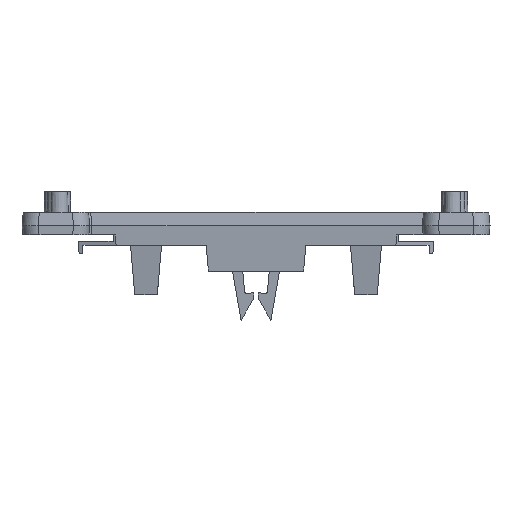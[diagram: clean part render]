
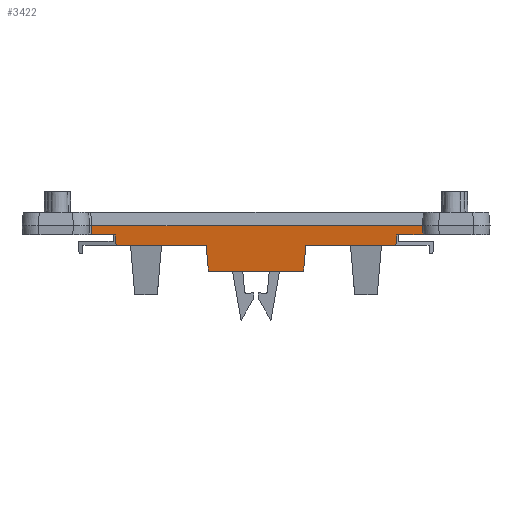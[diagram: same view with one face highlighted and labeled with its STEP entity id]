
A CAD part, front view. The second image highlights one B-rep face of the part: STEP entity #3422.
In plain terms, the highlighted planar face has unit normal (0, -0.996, -0.087).
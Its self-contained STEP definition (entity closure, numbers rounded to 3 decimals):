
#37 = CARTESIAN_POINT ( 'NONE',  ( -82.34, 3.66, 2. ) ) ;
#74 = DIRECTION ( 'NONE',  ( -1., 0., 0. ) ) ;
#111 = DIRECTION ( 'NONE',  ( 1., 0., 0. ) ) ;
#156 = ORIENTED_EDGE ( 'NONE', *, *, #9924, .T. ) ;
#206 = EDGE_LOOP ( 'NONE', ( #8024, #7324, #7786, #1681, #7109, #156, #1052, #6515, #1546, #7004, #3332, #6177 ) ) ;
#275 = DIRECTION ( 'NONE',  ( 0.087, 0.087, -0.992 ) ) ;
#548 = DIRECTION ( 'NONE',  ( 0.087, -0.087, 0.992 ) ) ;
#663 = DIRECTION ( 'NONE',  ( 1., 0., 0. ) ) ;
#678 = LINE ( 'NONE', #3077, #3223 ) ;
#781 = LINE ( 'NONE', #1634, #5057 ) ;
#794 = VERTEX_POINT ( 'NONE', #8436 ) ;
#880 = CARTESIAN_POINT ( 'NONE',  ( -34.902, 4.037, -2.3 ) ) ;
#1052 = ORIENTED_EDGE ( 'NONE', *, *, #1411, .T. ) ;
#1114 = EDGE_CURVE ( 'NONE', #6693, #2884, #3352, .T. ) ;
#1212 = VERTEX_POINT ( 'NONE', #880 ) ;
#1235 = VECTOR ( 'NONE', #1860, 1000. ) ;
#1411 = EDGE_CURVE ( 'NONE', #4658, #794, #678, .T. ) ;
#1448 = EDGE_CURVE ( 'NONE', #2871, #2884, #6497, .T. ) ;
#1539 = DIRECTION ( 'NONE',  ( 1., 0., 0. ) ) ;
#1546 = ORIENTED_EDGE ( 'NONE', *, *, #10125, .T. ) ;
#1634 = CARTESIAN_POINT ( 'NONE',  ( -7.608, 3.835, 0. ) ) ;
#1681 = ORIENTED_EDGE ( 'NONE', *, *, #1448, .T. ) ;
#1713 = VERTEX_POINT ( 'NONE', #8595 ) ;
#1791 = LINE ( 'NONE', #9717, #8152 ) ;
#1806 = VECTOR ( 'NONE', #8732, 1000. ) ;
#1860 = DIRECTION ( 'NONE',  ( 0.087, -0.087, 0.992 ) ) ;
#1983 = DIRECTION ( 'NONE',  ( 0., -0.996, -0.087 ) ) ;
#2124 = EDGE_CURVE ( 'NONE', #8303, #2871, #9008, .T. ) ;
#2222 = LINE ( 'NONE', #3845, #3753 ) ;
#2362 = CARTESIAN_POINT ( 'NONE',  ( -77.163, 3.835, 0. ) ) ;
#2435 = LINE ( 'NONE', #8812, #8929 ) ;
#2538 = CARTESIAN_POINT ( 'NONE',  ( -14.564, 3.654, 2.076 ) ) ;
#2540 = VERTEX_POINT ( 'NONE', #3748 ) ;
#2612 = DIRECTION ( 'NONE',  ( -0.087, 0.087, -0.992 ) ) ;
#2871 = VERTEX_POINT ( 'NONE', #7556 ) ;
#2884 = VERTEX_POINT ( 'NONE', #9566 ) ;
#3077 = CARTESIAN_POINT ( 'NONE',  ( -82.34, 3.66, 2. ) ) ;
#3223 = VECTOR ( 'NONE', #2612, 1000. ) ;
#3332 = ORIENTED_EDGE ( 'NONE', *, *, #7399, .F. ) ;
#3352 = LINE ( 'NONE', #9047, #3558 ) ;
#3422 = ADVANCED_FACE ( 'NONE', ( #8311 ), #9034, .T. ) ;
#3558 = VECTOR ( 'NONE', #275, 1000. ) ;
#3748 = CARTESIAN_POINT ( 'NONE',  ( -57.007, 4.037, -2.3 ) ) ;
#3753 = VECTOR ( 'NONE', #3940, 1000. ) ;
#3801 = CARTESIAN_POINT ( 'NONE',  ( -14.947, 4.037, -2.3 ) ) ;
#3845 = CARTESIAN_POINT ( 'NONE',  ( -35.354, 4.535, -8. ) ) ;
#3856 = VECTOR ( 'NONE', #9491, 1000. ) ;
#3886 = LINE ( 'NONE', #4708, #9092 ) ;
#3940 = DIRECTION ( 'NONE',  ( 1., 0., 0. ) ) ;
#4048 = EDGE_CURVE ( 'NONE', #9709, #794, #781, .T. ) ;
#4327 = DIRECTION ( 'NONE',  ( 0., 0.087, -0.996 ) ) ;
#4488 = EDGE_CURVE ( 'NONE', #5415, #1713, #2222, .T. ) ;
#4507 = CARTESIAN_POINT ( 'NONE',  ( -35.375, 4.509, -7.7 ) ) ;
#4658 = VERTEX_POINT ( 'NONE', #37 ) ;
#4708 = CARTESIAN_POINT ( 'NONE',  ( -7.608, 4.037, -2.3 ) ) ;
#4725 = CARTESIAN_POINT ( 'NONE',  ( -77.345, 3.654, 2.076 ) ) ;
#4751 = CARTESIAN_POINT ( 'NONE',  ( -56.158, 4.885, -11.998 ) ) ;
#4993 = CARTESIAN_POINT ( 'NONE',  ( -7.608, 4.516, -7.782 ) ) ;
#5057 = VECTOR ( 'NONE', #74, 1000. ) ;
#5415 = VERTEX_POINT ( 'NONE', #6813 ) ;
#5837 = DIRECTION ( 'NONE',  ( -1., 0., 0. ) ) ;
#6177 = ORIENTED_EDGE ( 'NONE', *, *, #4488, .T. ) ;
#6256 = EDGE_CURVE ( 'NONE', #8878, #2540, #3886, .T. ) ;
#6497 = LINE ( 'NONE', #8981, #9677 ) ;
#6515 = ORIENTED_EDGE ( 'NONE', *, *, #4048, .F. ) ;
#6538 = AXIS2_PLACEMENT_3D ( 'NONE', #4993, #1983, #4327 ) ;
#6693 = VERTEX_POINT ( 'NONE', #8962 ) ;
#6813 = CARTESIAN_POINT ( 'NONE',  ( -56.508, 4.535, -8. ) ) ;
#6840 = LINE ( 'NONE', #4507, #7304 ) ;
#7004 = ORIENTED_EDGE ( 'NONE', *, *, #6256, .T. ) ;
#7031 = EDGE_CURVE ( 'NONE', #1212, #8303, #2435, .T. ) ;
#7109 = ORIENTED_EDGE ( 'NONE', *, *, #1114, .F. ) ;
#7124 = LINE ( 'NONE', #4751, #1806 ) ;
#7304 = VECTOR ( 'NONE', #548, 1000. ) ;
#7324 = ORIENTED_EDGE ( 'NONE', *, *, #7031, .T. ) ;
#7399 = EDGE_CURVE ( 'NONE', #5415, #2540, #7124, .T. ) ;
#7556 = CARTESIAN_POINT ( 'NONE',  ( -14.746, 3.835, 0. ) ) ;
#7786 = ORIENTED_EDGE ( 'NONE', *, *, #2124, .T. ) ;
#8024 = ORIENTED_EDGE ( 'NONE', *, *, #8725, .T. ) ;
#8152 = VECTOR ( 'NONE', #5837, 1000. ) ;
#8303 = VERTEX_POINT ( 'NONE', #3801 ) ;
#8311 = FACE_OUTER_BOUND ( 'NONE', #206, .T. ) ;
#8436 = CARTESIAN_POINT ( 'NONE',  ( -82.515, 3.835, 0. ) ) ;
#8595 = CARTESIAN_POINT ( 'NONE',  ( -35.401, 4.535, -8. ) ) ;
#8618 = LINE ( 'NONE', #4725, #3856 ) ;
#8725 = EDGE_CURVE ( 'NONE', #1713, #1212, #6840, .T. ) ;
#8732 = DIRECTION ( 'NONE',  ( -0.087, -0.087, 0.992 ) ) ;
#8812 = CARTESIAN_POINT ( 'NONE',  ( -7.252, 4.037, -2.3 ) ) ;
#8878 = VERTEX_POINT ( 'NONE', #9142 ) ;
#8929 = VECTOR ( 'NONE', #663, 1000. ) ;
#8962 = CARTESIAN_POINT ( 'NONE',  ( -9.071, 3.66, 2. ) ) ;
#8981 = CARTESIAN_POINT ( 'NONE',  ( 5.786, 3.835, 0. ) ) ;
#9008 = LINE ( 'NONE', #2538, #1235 ) ;
#9034 = PLANE ( 'NONE',  #6538 ) ;
#9047 = CARTESIAN_POINT ( 'NONE',  ( -8.21, 4.521, -7.834 ) ) ;
#9092 = VECTOR ( 'NONE', #1539, 1000. ) ;
#9142 = CARTESIAN_POINT ( 'NONE',  ( -76.962, 4.037, -2.3 ) ) ;
#9491 = DIRECTION ( 'NONE',  ( 0.087, 0.087, -0.992 ) ) ;
#9566 = CARTESIAN_POINT ( 'NONE',  ( -8.896, 3.835, 0. ) ) ;
#9677 = VECTOR ( 'NONE', #111, 1000. ) ;
#9709 = VERTEX_POINT ( 'NONE', #2362 ) ;
#9717 = CARTESIAN_POINT ( 'NONE',  ( -84.435, 3.66, 2. ) ) ;
#9924 = EDGE_CURVE ( 'NONE', #6693, #4658, #1791, .T. ) ;
#10125 = EDGE_CURVE ( 'NONE', #9709, #8878, #8618, .T. ) ;
